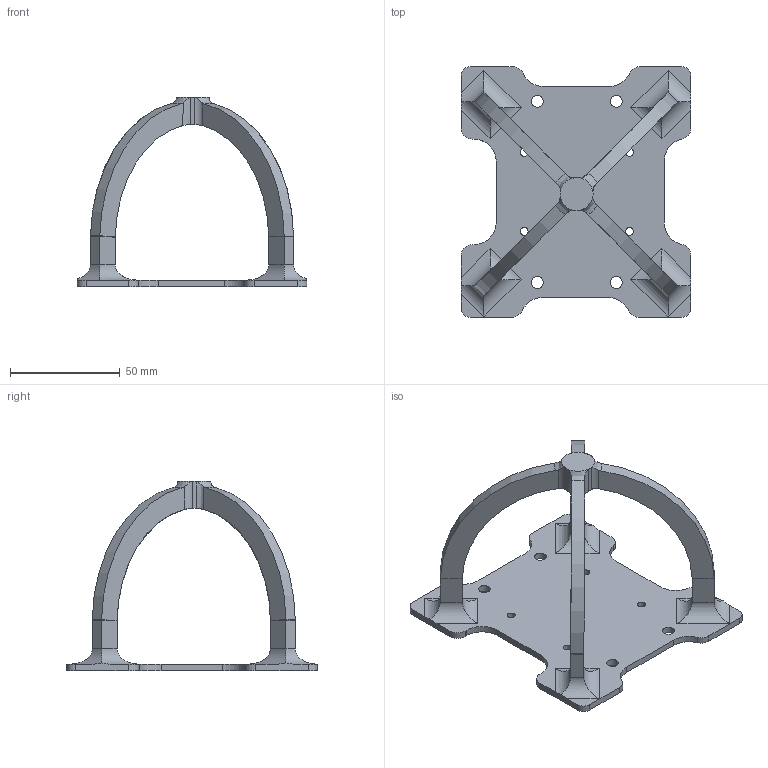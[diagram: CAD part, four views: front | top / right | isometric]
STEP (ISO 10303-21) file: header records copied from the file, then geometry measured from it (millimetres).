
FILE_DESCRIPTION(/* description */ ('NOT SPECIFIED'),/* implementation_level */ '2;1');
FILE_NAME(/* name */ '032_Mid360_Cage.step',/* time_stamp */ '2025-11-22T19:19:52+01:00',/* author */ (''),/* organization */ (''),/* preprocessor_version */ 'ST-DEVELOPER v20.1',/* originating_system */ 'Autodesk Translation Framework v14.21.0.0',/* authorisation */ '');
FILE_SCHEMA (('AUTOMOTIVE_DESIGN { 1 0 10303 214 3 1 1 }'));
Length unit declared in the file: millimetre
Products named in the file (2): 2025-11-22-13-23-52-909; 2025-11-22-13-23-52-910
Assembly tree (1 placements, depth 2):
  2025-11-22-13-23-52-909
    2025-11-22-13-23-52-910
Bounding box: 104.39 x 114 x 86.19 mm (x, y, z)
Volume: 57508.4 mm3; surface area: 34258.1 mm2
Topology: 1 solids, 1 shells, 121 faces, 332 edges, 207 vertices
Faces by surface type: cylinder 60, plane 49, bspline 12
Full cylindrical faces by diameter (mm): 3.6 x4, 5.4 x4
Entity records: 4712 total; most frequent: CARTESIAN_POINT 1599, ORIENTED_EDGE 664, DIRECTION 615, EDGE_CURVE 332, AXIS2_PLACEMENT_3D 220, VERTEX_POINT 207, LINE 175, VECTOR 175
